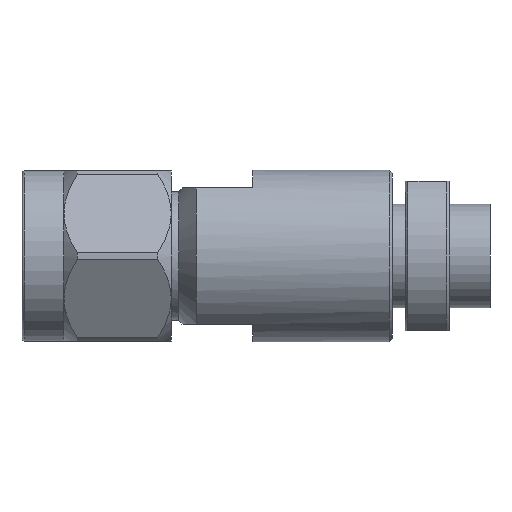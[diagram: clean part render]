
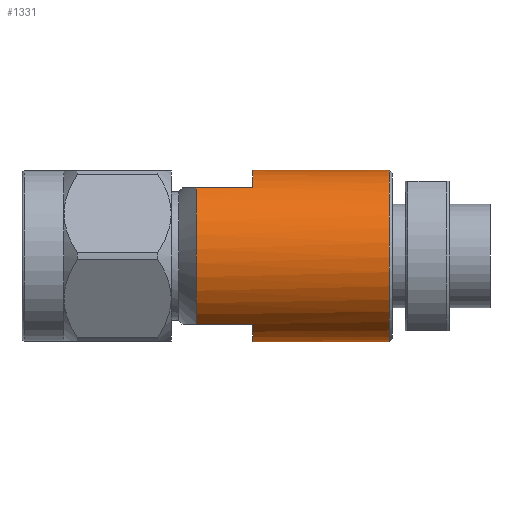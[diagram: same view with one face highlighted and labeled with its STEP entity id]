
A CAD part, front view. The second image highlights one B-rep face of the part: STEP entity #1331.
In plain terms, the highlighted cylindrical face has radius 4 mm (diameter 8.001 mm), a full revolution.
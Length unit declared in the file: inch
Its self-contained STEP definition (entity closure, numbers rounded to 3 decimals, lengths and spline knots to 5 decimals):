
#28 = EDGE_CURVE ( 'NONE', #2754, #867, #542, .T. ) ;
#48 = VERTEX_POINT ( 'NONE', #2337 ) ;
#52 = CARTESIAN_POINT ( 'NONE',  ( 0.42419, 0., 0. ) ) ;
#55 = VECTOR ( 'NONE', #2227, 39.37008 ) ;
#92 = LINE ( 'NONE', #1041, #1205 ) ;
#103 = VERTEX_POINT ( 'NONE', #2834 ) ;
#212 = VERTEX_POINT ( 'NONE', #2872 ) ;
#262 = CARTESIAN_POINT ( 'NONE',  ( 0.3199, 0., 0. ) ) ;
#263 = CIRCLE ( 'NONE', #2537, 0.1575 ) ;
#278 = DIRECTION ( 'NONE',  ( -1., 0., 0. ) ) ;
#281 = EDGE_CURVE ( 'NONE', #1733, #2754, #2419, .T. ) ;
#291 = EDGE_CURVE ( 'NONE', #212, #2745, #2901, .T. ) ;
#356 = LINE ( 'NONE', #1742, #1756 ) ;
#407 = CIRCLE ( 'NONE', #1459, 0.1575 ) ;
#529 = DIRECTION ( 'NONE',  ( -1., 0., 0. ) ) ;
#542 = CIRCLE ( 'NONE', #2334, 0.1575 ) ;
#561 = DIRECTION ( 'NONE',  ( 0., 0., -1. ) ) ;
#610 = AXIS2_PLACEMENT_3D ( 'NONE', #854, #1368, #1871 ) ;
#629 = ORIENTED_EDGE ( 'NONE', *, *, #28, .F. ) ;
#709 = AXIS2_PLACEMENT_3D ( 'NONE', #52, #1516, #561 ) ;
#753 = AXIS2_PLACEMENT_3D ( 'NONE', #1149, #2108, #2391 ) ;
#854 = CARTESIAN_POINT ( 'NONE',  ( 0.3199, 0., 0. ) ) ;
#867 = VERTEX_POINT ( 'NONE', #2890 ) ;
#871 = CARTESIAN_POINT ( 'NONE',  ( 0.42419, 0., 0. ) ) ;
#879 = ORIENTED_EDGE ( 'NONE', *, *, #2157, .F. ) ;
#910 = ORIENTED_EDGE ( 'NONE', *, *, #2474, .F. ) ;
#920 = DIRECTION ( 'NONE',  ( 0., 0., -1. ) ) ;
#1020 = CARTESIAN_POINT ( 'NONE',  ( 0.675, 0., 0. ) ) ;
#1029 = DIRECTION ( 'NONE',  ( -1., 0., 0. ) ) ;
#1041 = CARTESIAN_POINT ( 'NONE',  ( 0., 0.09582, -0.125 ) ) ;
#1138 = EDGE_LOOP ( 'NONE', ( #2556 ) ) ;
#1149 = CARTESIAN_POINT ( 'NONE',  ( 0., 0., 0. ) ) ;
#1205 = VECTOR ( 'NONE', #2469, 39.37008 ) ;
#1279 = DIRECTION ( 'NONE',  ( 0., 0., -1. ) ) ;
#1331 = ADVANCED_FACE ( 'NONE', ( #1873, #1652 ), #1402, .T. ) ;
#1368 = DIRECTION ( 'NONE',  ( -1., 0., 0. ) ) ;
#1402 = CYLINDRICAL_SURFACE ( 'NONE', #753, 0.1575 ) ;
#1447 = VECTOR ( 'NONE', #1029, 39.37008 ) ;
#1459 = AXIS2_PLACEMENT_3D ( 'NONE', #871, #3036, #920 ) ;
#1516 = DIRECTION ( 'NONE',  ( -1., 0., 0. ) ) ;
#1600 = CARTESIAN_POINT ( 'NONE',  ( 0.675, 0., -0.1575 ) ) ;
#1652 = FACE_OUTER_BOUND ( 'NONE', #2690, .T. ) ;
#1657 = CARTESIAN_POINT ( 'NONE',  ( 0.42419, -0.09582, -0.125 ) ) ;
#1733 = VERTEX_POINT ( 'NONE', #1657 ) ;
#1742 = CARTESIAN_POINT ( 'NONE',  ( 0., -0.09582, 0.125 ) ) ;
#1756 = VECTOR ( 'NONE', #2224, 39.37008 ) ;
#1832 = ORIENTED_EDGE ( 'NONE', *, *, #291, .F. ) ;
#1871 = DIRECTION ( 'NONE',  ( 0., 0., 1. ) ) ;
#1873 = FACE_OUTER_BOUND ( 'NONE', #1138, .T. ) ;
#1893 = CARTESIAN_POINT ( 'NONE',  ( 0.3199, -0.09582, -0.125 ) ) ;
#1908 = EDGE_CURVE ( 'NONE', #2526, #2526, #263, .T. ) ;
#1929 = DIRECTION ( 'NONE',  ( 0., 0., 1. ) ) ;
#1960 = CIRCLE ( 'NONE', #610, 0.1575 ) ;
#1967 = CARTESIAN_POINT ( 'NONE',  ( 0.3199, 0.09582, -0.125 ) ) ;
#2024 = ORIENTED_EDGE ( 'NONE', *, *, #3007, .F. ) ;
#2108 = DIRECTION ( 'NONE',  ( -1., 0., 0. ) ) ;
#2157 = EDGE_CURVE ( 'NONE', #103, #1733, #407, .T. ) ;
#2161 = ORIENTED_EDGE ( 'NONE', *, *, #3054, .F. ) ;
#2197 = CARTESIAN_POINT ( 'NONE',  ( 0., 0.09582, 0.125 ) ) ;
#2214 = CARTESIAN_POINT ( 'NONE',  ( 0., -0.09582, -0.125 ) ) ;
#2224 = DIRECTION ( 'NONE',  ( 1., 0., 0. ) ) ;
#2225 = ORIENTED_EDGE ( 'NONE', *, *, #281, .F. ) ;
#2227 = DIRECTION ( 'NONE',  ( -1., 0., 0. ) ) ;
#2305 = VERTEX_POINT ( 'NONE', #1967 ) ;
#2334 = AXIS2_PLACEMENT_3D ( 'NONE', #262, #278, #1929 ) ;
#2337 = CARTESIAN_POINT ( 'NONE',  ( 0.42419, -0.09582, 0.125 ) ) ;
#2391 = DIRECTION ( 'NONE',  ( 0., 0., 1. ) ) ;
#2419 = LINE ( 'NONE', #2214, #1447 ) ;
#2469 = DIRECTION ( 'NONE',  ( 1., 0., 0. ) ) ;
#2474 = EDGE_CURVE ( 'NONE', #867, #48, #356, .T. ) ;
#2526 = VERTEX_POINT ( 'NONE', #1600 ) ;
#2537 = AXIS2_PLACEMENT_3D ( 'NONE', #1020, #529, #1279 ) ;
#2556 = ORIENTED_EDGE ( 'NONE', *, *, #1908, .T. ) ;
#2690 = EDGE_LOOP ( 'NONE', ( #910, #629, #2225, #879, #2024, #2161, #1832, #2966 ) ) ;
#2739 = CIRCLE ( 'NONE', #709, 0.1575 ) ;
#2745 = VERTEX_POINT ( 'NONE', #3053 ) ;
#2754 = VERTEX_POINT ( 'NONE', #1893 ) ;
#2788 = EDGE_CURVE ( 'NONE', #48, #212, #2739, .T. ) ;
#2834 = CARTESIAN_POINT ( 'NONE',  ( 0.42419, 0.09582, -0.125 ) ) ;
#2872 = CARTESIAN_POINT ( 'NONE',  ( 0.42419, 0.09582, 0.125 ) ) ;
#2890 = CARTESIAN_POINT ( 'NONE',  ( 0.3199, -0.09582, 0.125 ) ) ;
#2901 = LINE ( 'NONE', #2197, #55 ) ;
#2966 = ORIENTED_EDGE ( 'NONE', *, *, #2788, .F. ) ;
#3007 = EDGE_CURVE ( 'NONE', #2305, #103, #92, .T. ) ;
#3036 = DIRECTION ( 'NONE',  ( -1., 0., 0. ) ) ;
#3053 = CARTESIAN_POINT ( 'NONE',  ( 0.3199, 0.09582, 0.125 ) ) ;
#3054 = EDGE_CURVE ( 'NONE', #2745, #2305, #1960, .T. ) ;
